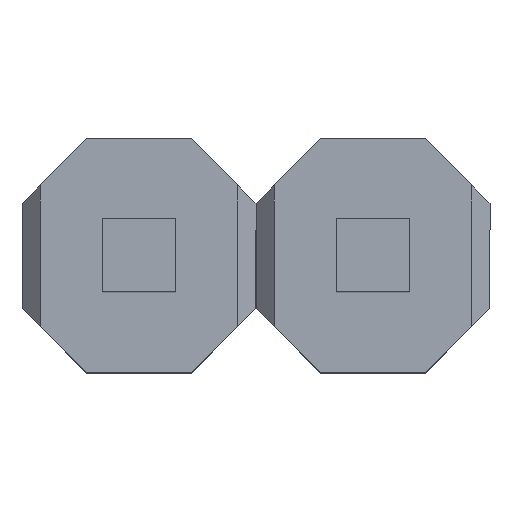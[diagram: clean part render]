
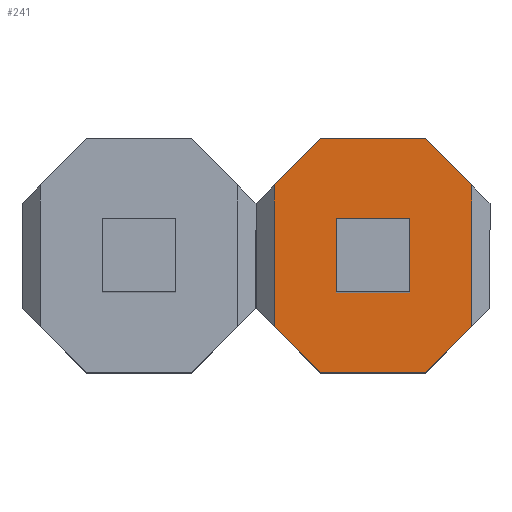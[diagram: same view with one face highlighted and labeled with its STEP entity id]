
A CAD part, top view. The second image highlights one B-rep face of the part: STEP entity #241.
In plain terms, the highlighted planar face has unit normal (0, 0, 1).
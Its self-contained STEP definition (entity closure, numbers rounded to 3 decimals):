
#7 = CARTESIAN_POINT ( 'NONE',  ( 0.7, 1.27, 2. ) ) ;
#8 = VECTOR ( 'NONE', #1024, 1000. ) ;
#23 = ORIENTED_EDGE ( 'NONE', *, *, #1377, .T. ) ;
#71 = VECTOR ( 'NONE', #1341, 1000. ) ;
#151 = EDGE_CURVE ( 'NONE', #1821, #1325, #1930, .T. ) ;
#167 = CARTESIAN_POINT ( 'NONE',  ( 2.34, -1.295, 2. ) ) ;
#179 = VECTOR ( 'NONE', #733, 1000. ) ;
#241 = ADVANCED_FACE ( 'NONE', ( #1568 ), #463, .T. ) ;
#256 = CARTESIAN_POINT ( 'NONE',  ( 0., 0.57, 2. ) ) ;
#261 = EDGE_CURVE ( 'NONE', #596, #1323, #480, .T. ) ;
#308 = CARTESIAN_POINT ( 'NONE',  ( 2.54, -1.27, 2. ) ) ;
#309 = DIRECTION ( 'NONE',  ( 1., 0., 0. ) ) ;
#335 = CARTESIAN_POINT ( 'NONE',  ( -0.025, -1.295, 2. ) ) ;
#350 = CARTESIAN_POINT ( 'NONE',  ( 1.84, -1.27, 2. ) ) ;
#360 = LINE ( 'NONE', #1605, #1421 ) ;
#369 = EDGE_CURVE ( 'NONE', #1660, #1323, #591, .T. ) ;
#408 = LINE ( 'NONE', #1794, #8 ) ;
#446 = VECTOR ( 'NONE', #1221, 1000. ) ;
#463 = PLANE ( 'NONE',  #904 ) ;
#480 = LINE ( 'NONE', #167, #1230 ) ;
#573 = VECTOR ( 'NONE', #798, 1000. ) ;
#575 = VERTEX_POINT ( 'NONE', #7 ) ;
#591 = LINE ( 'NONE', #1705, #573 ) ;
#596 = VERTEX_POINT ( 'NONE', #1087 ) ;
#623 = ORIENTED_EDGE ( 'NONE', *, *, #1748, .F. ) ;
#641 = ORIENTED_EDGE ( 'NONE', *, *, #261, .T. ) ;
#733 = DIRECTION ( 'NONE',  ( -1., 0., 0. ) ) ;
#798 = DIRECTION ( 'NONE',  ( 0.707, -0.707, 0. ) ) ;
#813 = ORIENTED_EDGE ( 'NONE', *, *, #1136, .T. ) ;
#880 = CARTESIAN_POINT ( 'NONE',  ( -0.025, 1.27, 2. ) ) ;
#902 = VERTEX_POINT ( 'NONE', #1743 ) ;
#904 = AXIS2_PLACEMENT_3D ( 'NONE', #335, #1834, #309 ) ;
#946 = ORIENTED_EDGE ( 'NONE', *, *, #151, .F. ) ;
#971 = ORIENTED_EDGE ( 'NONE', *, *, #1716, .F. ) ;
#973 = DIRECTION ( 'NONE',  ( 0., -1., 0. ) ) ;
#1022 = DIRECTION ( 'NONE',  ( 0.707, 0.707, 0. ) ) ;
#1024 = DIRECTION ( 'NONE',  ( -0.707, -0.707, 0. ) ) ;
#1033 = EDGE_LOOP ( 'NONE', ( #971, #23, #946, #623, #1899, #641, #1489, #813 ) ) ;
#1087 = CARTESIAN_POINT ( 'NONE',  ( 2.34, -0.77, 2. ) ) ;
#1136 = EDGE_CURVE ( 'NONE', #1660, #575, #1901, .T. ) ;
#1182 = CARTESIAN_POINT ( 'NONE',  ( 1.84, 1.27, 2. ) ) ;
#1193 = VERTEX_POINT ( 'NONE', #350 ) ;
#1221 = DIRECTION ( 'NONE',  ( -1., 0., 0. ) ) ;
#1230 = VECTOR ( 'NONE', #1698, 1000. ) ;
#1239 = CARTESIAN_POINT ( 'NONE',  ( 0.7, -1.27, 2. ) ) ;
#1267 = CARTESIAN_POINT ( 'NONE',  ( 2.34, 0.77, 2. ) ) ;
#1323 = VERTEX_POINT ( 'NONE', #1267 ) ;
#1325 = VERTEX_POINT ( 'NONE', #1428 ) ;
#1338 = LINE ( 'NONE', #256, #1425 ) ;
#1341 = DIRECTION ( 'NONE',  ( -0.707, 0.707, 0. ) ) ;
#1377 = EDGE_CURVE ( 'NONE', #902, #1325, #360, .T. ) ;
#1421 = VECTOR ( 'NONE', #973, 1000. ) ;
#1425 = VECTOR ( 'NONE', #1022, 1000. ) ;
#1428 = CARTESIAN_POINT ( 'NONE',  ( 0.2, -0.77, 2. ) ) ;
#1489 = ORIENTED_EDGE ( 'NONE', *, *, #369, .F. ) ;
#1509 = CARTESIAN_POINT ( 'NONE',  ( 0., -0.57, 2. ) ) ;
#1568 = FACE_OUTER_BOUND ( 'NONE', #1033, .T. ) ;
#1605 = CARTESIAN_POINT ( 'NONE',  ( 0.2, -1.295, 2. ) ) ;
#1641 = EDGE_CURVE ( 'NONE', #596, #1193, #408, .T. ) ;
#1654 = LINE ( 'NONE', #308, #446 ) ;
#1660 = VERTEX_POINT ( 'NONE', #1182 ) ;
#1698 = DIRECTION ( 'NONE',  ( 0., 1., 0. ) ) ;
#1705 = CARTESIAN_POINT ( 'NONE',  ( 2.54, 0.57, 2. ) ) ;
#1716 = EDGE_CURVE ( 'NONE', #902, #575, #1338, .T. ) ;
#1743 = CARTESIAN_POINT ( 'NONE',  ( 0.2, 0.77, 2. ) ) ;
#1748 = EDGE_CURVE ( 'NONE', #1193, #1821, #1654, .T. ) ;
#1794 = CARTESIAN_POINT ( 'NONE',  ( 1.84, -1.27, 2. ) ) ;
#1821 = VERTEX_POINT ( 'NONE', #1239 ) ;
#1834 = DIRECTION ( 'NONE',  ( 0., 0., 1. ) ) ;
#1899 = ORIENTED_EDGE ( 'NONE', *, *, #1641, .F. ) ;
#1901 = LINE ( 'NONE', #880, #179 ) ;
#1930 = LINE ( 'NONE', #1509, #71 ) ;
